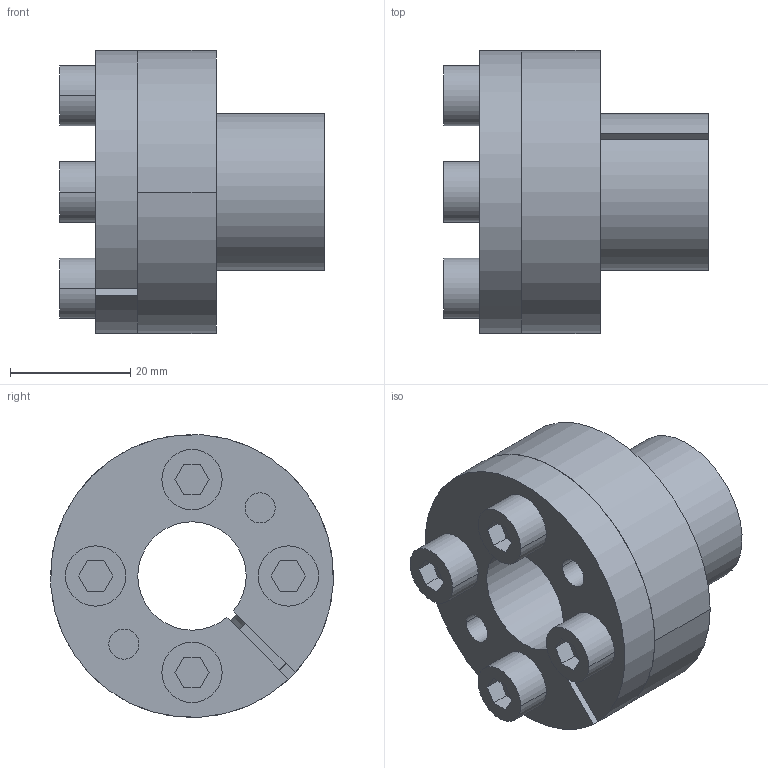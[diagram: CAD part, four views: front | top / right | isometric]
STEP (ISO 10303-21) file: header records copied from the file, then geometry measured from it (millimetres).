
FILE_DESCRIPTION((''),'2;1');
FILE_NAME('082505018026_INT_ASM','2006-02-22T',('Rathmann'),(''),'PRO/ENGINEER BY PARAMETRIC TECHNOLOGY CORPORATION, 2005180','PRO/ENGINEER BY PARAMETRIC TECHNOLOGY CORPORATION, 2005180','');
FILE_SCHEMA(('AUTOMOTIVE_DESIGN_CC2 { 1 2 10303 214 -1 1 5 2 }'));
Length unit declared in the file: millimetre
Products named in the file (5): 082505018026AX_INT; 082505018026A_INT; 082505018026IR_INT; DIN912-M6X18_INT; 082505018026_INT_ASM
Assembly tree (7 placements, depth 2):
  082505018026_INT_ASM
    082505018026AX_INT
    082505018026A_INT
    082505018026IR_INT
    DIN912-M6X18_INT  x4
Bounding box: 44 x 47 x 47 mm (x, y, z)
Volume: 31369.2 mm3; surface area: 22752.5 mm2
Topology: 7 solids, 7 shells, 106 faces, 262 edges, 196 vertices
Faces by surface type: plane 52, cylinder 44, cone 10
Entity records: 2135 total; most frequent: DIRECTION 385, CARTESIAN_POINT 352, ORIENTED_EDGE 284, AXIS2_PLACEMENT_3D 151, EDGE_CURVE 142, VERTEX_POINT 94, VECTOR 83, LINE 83
